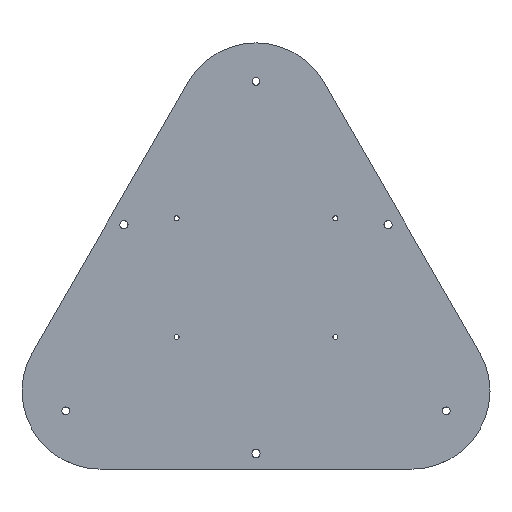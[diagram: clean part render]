
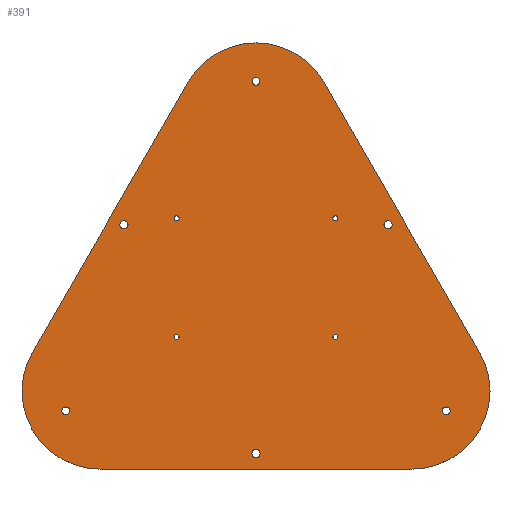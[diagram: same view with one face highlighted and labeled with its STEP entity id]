
A CAD part, top view. The second image highlights one B-rep face of the part: STEP entity #391.
In plain terms, the highlighted planar face has unit normal (0, 0, 1).
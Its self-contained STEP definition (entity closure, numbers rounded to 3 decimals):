
#15=FACE_BOUND('',#75,.T.);
#16=FACE_BOUND('',#76,.T.);
#17=FACE_BOUND('',#77,.T.);
#18=FACE_BOUND('',#78,.T.);
#19=FACE_BOUND('',#79,.T.);
#20=FACE_BOUND('',#80,.T.);
#21=FACE_BOUND('',#81,.T.);
#22=FACE_BOUND('',#82,.T.);
#23=FACE_BOUND('',#83,.T.);
#24=FACE_BOUND('',#84,.T.);
#38=PLANE('',#453);
#56=FACE_OUTER_BOUND('',#74,.T.);
#74=EDGE_LOOP('',(#326,#327,#328,#329,#330,#331));
#75=EDGE_LOOP('',(#332,#333));
#76=EDGE_LOOP('',(#334,#335));
#77=EDGE_LOOP('',(#336,#337));
#78=EDGE_LOOP('',(#338,#339));
#79=EDGE_LOOP('',(#340));
#80=EDGE_LOOP('',(#341));
#81=EDGE_LOOP('',(#342));
#82=EDGE_LOOP('',(#343));
#83=EDGE_LOOP('',(#344));
#84=EDGE_LOOP('',(#345));
#106=LINE('',#647,#128);
#111=LINE('',#661,#133);
#115=LINE('',#673,#137);
#128=VECTOR('',#537,10.);
#133=VECTOR('',#550,10.);
#137=VECTOR('',#562,10.);
#140=CIRCLE('',#408,1.6);
#141=CIRCLE('',#409,1.6);
#143=CIRCLE('',#412,1.6);
#144=CIRCLE('',#413,1.6);
#146=CIRCLE('',#416,1.6);
#147=CIRCLE('',#417,1.6);
#149=CIRCLE('',#420,1.6);
#150=CIRCLE('',#421,1.6);
#153=CIRCLE('',#425,2.6);
#155=CIRCLE('',#428,2.6);
#157=CIRCLE('',#431,2.6);
#158=CIRCLE('',#433,2.5);
#160=CIRCLE('',#436,2.5);
#162=CIRCLE('',#439,2.5);
#164=CIRCLE('',#443,50.);
#166=CIRCLE('',#447,50.);
#168=CIRCLE('',#451,50.);
#170=VERTEX_POINT('',#577);
#171=VERTEX_POINT('',#578);
#173=VERTEX_POINT('',#585);
#174=VERTEX_POINT('',#586);
#176=VERTEX_POINT('',#593);
#177=VERTEX_POINT('',#594);
#179=VERTEX_POINT('',#601);
#180=VERTEX_POINT('',#602);
#183=VERTEX_POINT('',#611);
#185=VERTEX_POINT('',#617);
#187=VERTEX_POINT('',#623);
#188=VERTEX_POINT('',#627);
#190=VERTEX_POINT('',#633);
#192=VERTEX_POINT('',#639);
#194=VERTEX_POINT('',#645);
#195=VERTEX_POINT('',#646);
#198=VERTEX_POINT('',#654);
#200=VERTEX_POINT('',#660);
#202=VERTEX_POINT('',#666);
#204=VERTEX_POINT('',#672);
#206=EDGE_CURVE('',#170,#171,#140,.T.);
#207=EDGE_CURVE('',#171,#170,#141,.T.);
#210=EDGE_CURVE('',#173,#174,#143,.T.);
#211=EDGE_CURVE('',#174,#173,#144,.T.);
#214=EDGE_CURVE('',#176,#177,#146,.T.);
#215=EDGE_CURVE('',#177,#176,#147,.T.);
#218=EDGE_CURVE('',#179,#180,#149,.T.);
#219=EDGE_CURVE('',#180,#179,#150,.T.);
#224=EDGE_CURVE('',#183,#183,#153,.T.);
#227=EDGE_CURVE('',#185,#185,#155,.T.);
#230=EDGE_CURVE('',#187,#187,#157,.T.);
#231=EDGE_CURVE('',#188,#188,#158,.T.);
#234=EDGE_CURVE('',#190,#190,#160,.T.);
#237=EDGE_CURVE('',#192,#192,#162,.T.);
#240=EDGE_CURVE('',#194,#195,#106,.T.);
#244=EDGE_CURVE('',#195,#198,#164,.T.);
#247=EDGE_CURVE('',#198,#200,#111,.T.);
#250=EDGE_CURVE('',#200,#202,#166,.T.);
#253=EDGE_CURVE('',#202,#204,#115,.T.);
#256=EDGE_CURVE('',#204,#194,#168,.T.);
#326=ORIENTED_EDGE('',*,*,#256,.T.);
#327=ORIENTED_EDGE('',*,*,#240,.T.);
#328=ORIENTED_EDGE('',*,*,#244,.T.);
#329=ORIENTED_EDGE('',*,*,#247,.T.);
#330=ORIENTED_EDGE('',*,*,#250,.T.);
#331=ORIENTED_EDGE('',*,*,#253,.T.);
#332=ORIENTED_EDGE('',*,*,#206,.T.);
#333=ORIENTED_EDGE('',*,*,#207,.T.);
#334=ORIENTED_EDGE('',*,*,#210,.T.);
#335=ORIENTED_EDGE('',*,*,#211,.T.);
#336=ORIENTED_EDGE('',*,*,#214,.T.);
#337=ORIENTED_EDGE('',*,*,#215,.T.);
#338=ORIENTED_EDGE('',*,*,#218,.T.);
#339=ORIENTED_EDGE('',*,*,#219,.T.);
#340=ORIENTED_EDGE('',*,*,#224,.T.);
#341=ORIENTED_EDGE('',*,*,#227,.T.);
#342=ORIENTED_EDGE('',*,*,#230,.T.);
#343=ORIENTED_EDGE('',*,*,#231,.T.);
#344=ORIENTED_EDGE('',*,*,#234,.T.);
#345=ORIENTED_EDGE('',*,*,#237,.T.);
#391=ADVANCED_FACE('',(#56,#15,#16,#17,#18,#19,#20,#21,#22,#23,#24),#38,
 .T.);
#408=AXIS2_PLACEMENT_3D('',#579,#459,#460);
#409=AXIS2_PLACEMENT_3D('',#580,#461,#462);
#412=AXIS2_PLACEMENT_3D('',#587,#468,#469);
#413=AXIS2_PLACEMENT_3D('',#588,#470,#471);
#416=AXIS2_PLACEMENT_3D('',#595,#477,#478);
#417=AXIS2_PLACEMENT_3D('',#596,#479,#480);
#420=AXIS2_PLACEMENT_3D('',#603,#486,#487);
#421=AXIS2_PLACEMENT_3D('',#604,#488,#489);
#425=AXIS2_PLACEMENT_3D('',#613,#498,#499);
#428=AXIS2_PLACEMENT_3D('',#619,#505,#506);
#431=AXIS2_PLACEMENT_3D('',#625,#512,#513);
#433=AXIS2_PLACEMENT_3D('',#628,#516,#517);
#436=AXIS2_PLACEMENT_3D('',#634,#523,#524);
#439=AXIS2_PLACEMENT_3D('',#640,#530,#531);
#443=AXIS2_PLACEMENT_3D('',#655,#543,#544);
#447=AXIS2_PLACEMENT_3D('',#667,#555,#556);
#451=AXIS2_PLACEMENT_3D('',#678,#567,#568);
#453=AXIS2_PLACEMENT_3D('',#680,#571,#572);
#459=DIRECTION('center_axis',(0.,0.,-1.));
#460=DIRECTION('ref_axis',(1.,0.,0.));
#461=DIRECTION('center_axis',(0.,0.,-1.));
#462=DIRECTION('ref_axis',(1.,0.,0.));
#468=DIRECTION('center_axis',(0.,0.,-1.));
#469=DIRECTION('ref_axis',(1.,0.,0.));
#470=DIRECTION('center_axis',(0.,0.,-1.));
#471=DIRECTION('ref_axis',(1.,0.,0.));
#477=DIRECTION('center_axis',(0.,0.,-1.));
#478=DIRECTION('ref_axis',(1.,0.,0.));
#479=DIRECTION('center_axis',(0.,0.,-1.));
#480=DIRECTION('ref_axis',(1.,0.,0.));
#486=DIRECTION('center_axis',(0.,0.,-1.));
#487=DIRECTION('ref_axis',(1.,0.,0.));
#488=DIRECTION('center_axis',(0.,0.,-1.));
#489=DIRECTION('ref_axis',(1.,0.,0.));
#498=DIRECTION('center_axis',(0.,0.,-1.));
#499=DIRECTION('ref_axis',(1.,0.,0.));
#505=DIRECTION('center_axis',(0.,0.,-1.));
#506=DIRECTION('ref_axis',(1.,0.,0.));
#512=DIRECTION('center_axis',(0.,0.,-1.));
#513=DIRECTION('ref_axis',(1.,0.,0.));
#516=DIRECTION('center_axis',(0.,0.,-1.));
#517=DIRECTION('ref_axis',(-1.,0.,0.));
#523=DIRECTION('center_axis',(0.,0.,-1.));
#524=DIRECTION('ref_axis',(-1.,0.,0.));
#530=DIRECTION('center_axis',(0.,0.,-1.));
#531=DIRECTION('ref_axis',(-1.,0.,0.));
#537=DIRECTION('',(-0.5,0.866,0.));
#543=DIRECTION('center_axis',(0.,0.,1.));
#544=DIRECTION('ref_axis',(0.866,0.5,0.));
#550=DIRECTION('',(-0.5,-0.866,0.));
#555=DIRECTION('center_axis',(0.,0.,1.));
#556=DIRECTION('ref_axis',(-0.866,0.5,0.));
#562=DIRECTION('',(1.,0.,0.));
#567=DIRECTION('center_axis',(0.,0.,1.));
#568=DIRECTION('ref_axis',(0.,-1.,0.));
#571=DIRECTION('center_axis',(0.,0.,1.));
#572=DIRECTION('ref_axis',(1.,0.,0.));
#577=CARTESIAN_POINT('',(52.525,-23.05,0.));
#578=CARTESIAN_POINT('',(49.325,-23.05,0.));
#579=CARTESIAN_POINT('Origin',(50.925,-23.05,0.));
#580=CARTESIAN_POINT('Origin',(50.925,-23.05,0.));
#585=CARTESIAN_POINT('',(-49.325,53.05,0.));
#586=CARTESIAN_POINT('',(-52.525,53.05,0.));
#587=CARTESIAN_POINT('Origin',(-50.925,53.05,0.));
#588=CARTESIAN_POINT('Origin',(-50.925,53.05,0.));
#593=CARTESIAN_POINT('',(52.525,53.05,0.));
#594=CARTESIAN_POINT('',(49.325,53.05,0.));
#595=CARTESIAN_POINT('Origin',(50.925,53.05,0.));
#596=CARTESIAN_POINT('Origin',(50.925,53.05,0.));
#601=CARTESIAN_POINT('',(-49.325,-23.05,0.));
#602=CARTESIAN_POINT('',(-52.525,-23.05,0.));
#603=CARTESIAN_POINT('Origin',(-50.925,-23.05,0.));
#604=CARTESIAN_POINT('Origin',(-50.925,-23.05,0.));
#611=CARTESIAN_POINT('',(-87.241,48.868,0.));
#613=CARTESIAN_POINT('Origin',(-84.641,48.868,0.));
#617=CARTESIAN_POINT('',(82.041,48.868,0.));
#619=CARTESIAN_POINT('Origin',(84.641,48.868,0.));
#623=CARTESIAN_POINT('',(-2.6,-97.735,0.));
#625=CARTESIAN_POINT('Origin',(0.,-97.735,0.));
#627=CARTESIAN_POINT('',(-119.445,-70.405,0.));
#628=CARTESIAN_POINT('Origin',(-121.945,-70.405,0.));
#633=CARTESIAN_POINT('',(124.445,-70.405,0.));
#634=CARTESIAN_POINT('Origin',(121.945,-70.405,0.));
#639=CARTESIAN_POINT('',(2.5,140.81,0.));
#640=CARTESIAN_POINT('Origin',(0.,140.81,0.));
#645=CARTESIAN_POINT('',(143.301,-32.735,0.));
#646=CARTESIAN_POINT('',(43.301,140.47,0.));
#647=CARTESIAN_POINT('',(143.301,-32.735,0.));
#654=CARTESIAN_POINT('',(-43.301,140.47,0.));
#655=CARTESIAN_POINT('Origin',(0.,115.47,0.));
#660=CARTESIAN_POINT('',(-143.301,-32.735,0.));
#661=CARTESIAN_POINT('',(-43.301,140.47,0.));
#666=CARTESIAN_POINT('',(-100.,-107.735,0.));
#667=CARTESIAN_POINT('Origin',(-100.,-57.735,0.));
#672=CARTESIAN_POINT('',(100.,-107.735,0.));
#673=CARTESIAN_POINT('',(-100.,-107.735,0.));
#678=CARTESIAN_POINT('Origin',(100.,-57.735,0.));
#680=CARTESIAN_POINT('Origin',(0.,28.868,0.));
